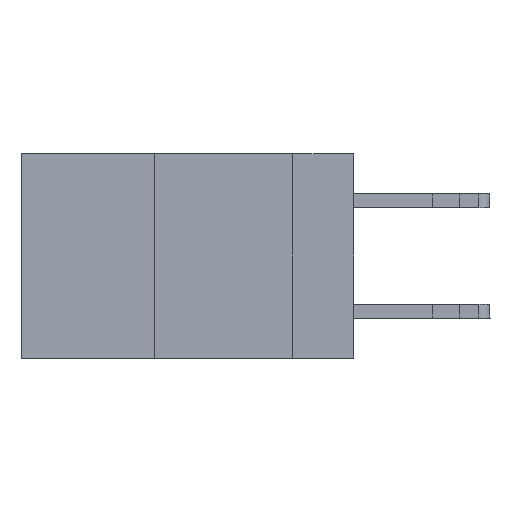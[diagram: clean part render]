
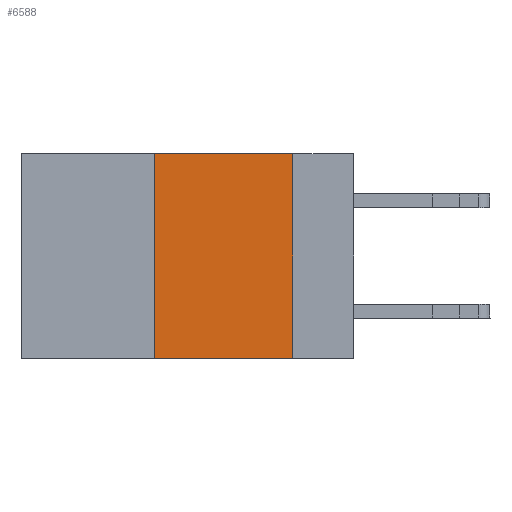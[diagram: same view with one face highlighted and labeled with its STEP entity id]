
A CAD part, left-side view. The second image highlights one B-rep face of the part: STEP entity #6588.
In plain terms, the highlighted planar face has unit normal (-1, 0, 0).
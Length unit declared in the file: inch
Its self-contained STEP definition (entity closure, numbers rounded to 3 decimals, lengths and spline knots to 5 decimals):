
#26 = CARTESIAN_POINT ( 'NONE',  ( 0., 0.36, -0.37 ) ) ;
#689 = EDGE_CURVE ( 'NONE', #17337, #2618, #13306, .T. ) ;
#1747 = VECTOR ( 'NONE', #9967, 39.37008 ) ;
#2618 = VERTEX_POINT ( 'NONE', #7865 ) ;
#2869 = VERTEX_POINT ( 'NONE', #26 ) ;
#2968 = VECTOR ( 'NONE', #16616, 39.37008 ) ;
#3055 = PLANE ( 'NONE',  #15550 ) ;
#3459 = DIRECTION ( 'NONE',  ( 0., 0., -1. ) ) ;
#4066 = EDGE_CURVE ( 'NONE', #2869, #17337, #14064, .T. ) ;
#4468 = CARTESIAN_POINT ( 'NONE',  ( 0., 0.6, 0. ) ) ;
#5852 = DIRECTION ( 'NONE',  ( 1., 0., 0. ) ) ;
#6588 = ADVANCED_FACE ( 'NONE', ( #15694 ), #3055, .F. ) ;
#7298 = EDGE_CURVE ( 'NONE', #2618, #11149, #17471, .T. ) ;
#7555 = ORIENTED_EDGE ( 'NONE', *, *, #14183, .T. ) ;
#7616 = CARTESIAN_POINT ( 'NONE',  ( 0., 0.36, 0. ) ) ;
#7865 = CARTESIAN_POINT ( 'NONE',  ( 0., 0.11, 0. ) ) ;
#8189 = ORIENTED_EDGE ( 'NONE', *, *, #4066, .F. ) ;
#9547 = EDGE_LOOP ( 'NONE', ( #13870, #13402, #8189, #7555 ) ) ;
#9622 = VECTOR ( 'NONE', #11362, 39.37008 ) ;
#9967 = DIRECTION ( 'NONE',  ( 0., -1., 0. ) ) ;
#10498 = CARTESIAN_POINT ( 'NONE',  ( 0., 0.11, -0.37 ) ) ;
#11149 = VERTEX_POINT ( 'NONE', #10498 ) ;
#11362 = DIRECTION ( 'NONE',  ( 0., -1., 0. ) ) ;
#11840 = CARTESIAN_POINT ( 'NONE',  ( 0., 0.11, 0. ) ) ;
#12651 = CARTESIAN_POINT ( 'NONE',  ( 0., 0.6, 0. ) ) ;
#12840 = LINE ( 'NONE', #15477, #1747 ) ;
#13306 = LINE ( 'NONE', #12651, #9622 ) ;
#13402 = ORIENTED_EDGE ( 'NONE', *, *, #689, .F. ) ;
#13837 = CARTESIAN_POINT ( 'NONE',  ( 0., 0.36, 0. ) ) ;
#13870 = ORIENTED_EDGE ( 'NONE', *, *, #7298, .F. ) ;
#14064 = LINE ( 'NONE', #13837, #2968 ) ;
#14183 = EDGE_CURVE ( 'NONE', #2869, #11149, #12840, .T. ) ;
#15477 = CARTESIAN_POINT ( 'NONE',  ( 0., 0.6, -0.37 ) ) ;
#15549 = DIRECTION ( 'NONE',  ( 0., 0., -1. ) ) ;
#15550 = AXIS2_PLACEMENT_3D ( 'NONE', #4468, #5852, #15549 ) ;
#15694 = FACE_OUTER_BOUND ( 'NONE', #9547, .T. ) ;
#15762 = VECTOR ( 'NONE', #3459, 39.37008 ) ;
#16616 = DIRECTION ( 'NONE',  ( 0., 0., 1. ) ) ;
#17337 = VERTEX_POINT ( 'NONE', #7616 ) ;
#17471 = LINE ( 'NONE', #11840, #15762 ) ;
